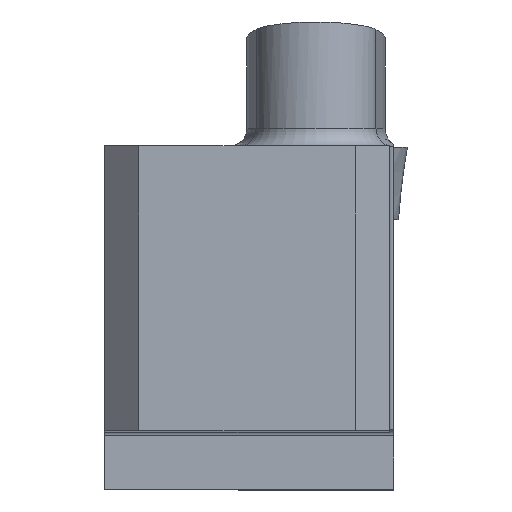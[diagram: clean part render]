
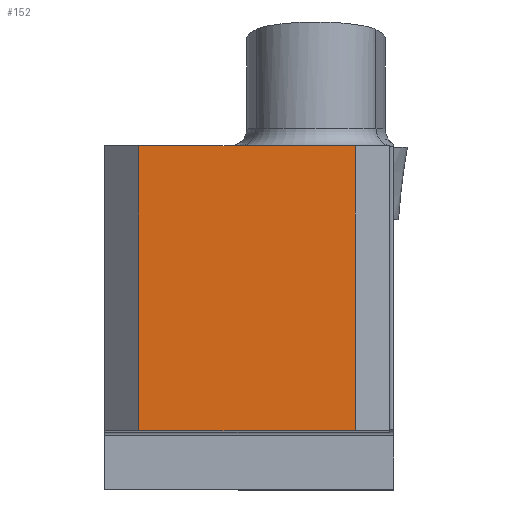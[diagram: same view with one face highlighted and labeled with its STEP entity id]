
A CAD part, top view. The second image highlights one B-rep face of the part: STEP entity #152.
In plain terms, the highlighted planar face has unit normal (0, 0, 1).
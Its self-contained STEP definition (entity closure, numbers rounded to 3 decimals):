
#152=ADVANCED_FACE('CU_BACK_SU1',(#218),#188,.F.);
#188=PLANE('',#962);
#218=FACE_OUTER_BOUND('',#257,.T.);
#257=EDGE_LOOP('',(#444,#445,#446,#447));
#444=ORIENTED_EDGE('',*,*,#716,.F.);
#445=ORIENTED_EDGE('',*,*,#717,.F.);
#446=ORIENTED_EDGE('',*,*,#718,.T.);
#447=ORIENTED_EDGE('',*,*,#719,.T.);
#625=VERTEX_POINT('',#1492);
#626=VERTEX_POINT('',#1493);
#627=VERTEX_POINT('',#1495);
#628=VERTEX_POINT('',#1497);
#716=EDGE_CURVE('',#625,#626,#795,.T.);
#717=EDGE_CURVE('',#627,#625,#796,.T.);
#718=EDGE_CURVE('',#627,#628,#797,.T.);
#719=EDGE_CURVE('',#628,#626,#798,.T.);
#795=LINE('',#1491,#851);
#796=LINE('',#1494,#852);
#797=LINE('',#1496,#853);
#798=LINE('',#1498,#854);
#851=VECTOR('',#1135,1.);
#852=VECTOR('',#1136,1.);
#853=VECTOR('',#1137,1.);
#854=VECTOR('',#1138,1.);
#962=AXIS2_PLACEMENT_3D('',#1499,#1139,#1140);
#1135=DIRECTION('',(0.,-1.,0.));
#1136=DIRECTION('',(1.,0.,0.));
#1137=DIRECTION('',(0.,-1.,0.));
#1138=DIRECTION('',(1.,0.,0.));
#1139=DIRECTION('',(0.,0.,-1.));
#1140=DIRECTION('',(1.,0.,0.));
#1491=CARTESIAN_POINT('',(21.925,0.,0.));
#1492=CARTESIAN_POINT('',(21.925,24.925,0.));
#1493=CARTESIAN_POINT('',(21.925,0.,0.));
#1494=CARTESIAN_POINT('',(110.,24.925,0.));
#1495=CARTESIAN_POINT('',(3.,24.925,0.));
#1496=CARTESIAN_POINT('',(3.,0.,0.));
#1497=CARTESIAN_POINT('',(3.,0.,0.));
#1498=CARTESIAN_POINT('',(110.,0.,0.));
#1499=CARTESIAN_POINT('',(-23.246,44.925,0.));
